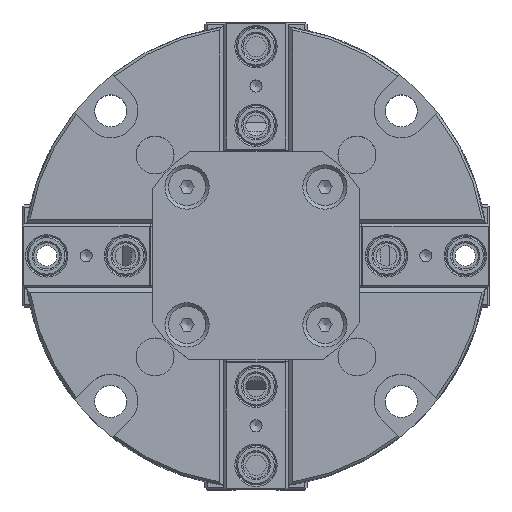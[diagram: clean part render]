
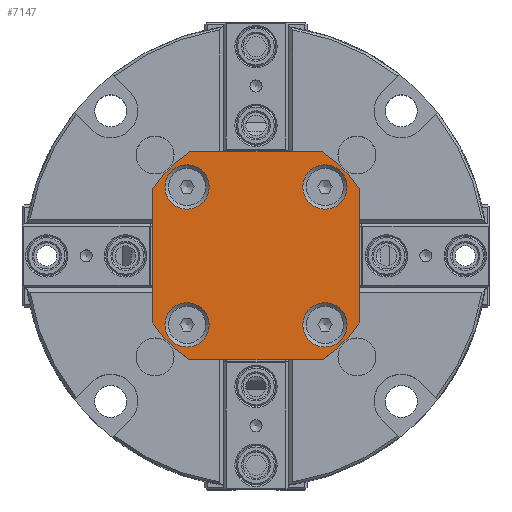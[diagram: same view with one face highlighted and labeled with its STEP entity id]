
A CAD part, top view. The second image highlights one B-rep face of the part: STEP entity #7147.
In plain terms, the highlighted planar face has unit normal (0, 0, 1).
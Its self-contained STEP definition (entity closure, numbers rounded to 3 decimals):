
#317=FACE_BOUND('',#1342,.T.);
#318=FACE_BOUND('',#1343,.T.);
#319=FACE_BOUND('',#1344,.T.);
#320=FACE_BOUND('',#1345,.T.);
#468=PLANE('',#7956);
#916=FACE_OUTER_BOUND('',#1341,.T.);
#1341=EDGE_LOOP('',(#6266,#6267,#6268,#6269,#6270,#6271,#6272,#6273));
#1342=EDGE_LOOP('',(#6274,#6275));
#1343=EDGE_LOOP('',(#6276,#6277));
#1344=EDGE_LOOP('',(#6278,#6279));
#1345=EDGE_LOOP('',(#6280,#6281));
#1804=LINE('',#12871,#2361);
#1809=LINE('',#12881,#2366);
#1817=LINE('',#12906,#2374);
#1820=LINE('',#12914,#2377);
#2361=VECTOR('',#9642,10.);
#2366=VECTOR('',#9649,10.);
#2374=VECTOR('',#9677,10.);
#2377=VECTOR('',#9686,10.);
#2815=CIRCLE('',#7865,4.5);
#2816=CIRCLE('',#7866,4.5);
#2820=CIRCLE('',#7872,4.5);
#2821=CIRCLE('',#7873,4.5);
#2825=CIRCLE('',#7879,4.5);
#2826=CIRCLE('',#7880,4.5);
#2830=CIRCLE('',#7886,4.5);
#2831=CIRCLE('',#7887,4.5);
#2863=CIRCLE('',#7947,25.);
#2864=CIRCLE('',#7950,25.);
#2865=CIRCLE('',#7953,25.);
#2866=CIRCLE('',#7955,25.);
#3395=VERTEX_POINT('',#12673);
#3396=VERTEX_POINT('',#12674);
#3400=VERTEX_POINT('',#12687);
#3401=VERTEX_POINT('',#12688);
#3405=VERTEX_POINT('',#12701);
#3406=VERTEX_POINT('',#12702);
#3410=VERTEX_POINT('',#12715);
#3411=VERTEX_POINT('',#12716);
#3464=VERTEX_POINT('',#12868);
#3465=VERTEX_POINT('',#12870);
#3468=VERTEX_POINT('',#12878);
#3469=VERTEX_POINT('',#12880);
#3475=VERTEX_POINT('',#12900);
#3476=VERTEX_POINT('',#12905);
#3477=VERTEX_POINT('',#12909);
#3478=VERTEX_POINT('',#12913);
#4324=EDGE_CURVE('',#3395,#3396,#2815,.T.);
#4325=EDGE_CURVE('',#3396,#3395,#2816,.T.);
#4331=EDGE_CURVE('',#3400,#3401,#2820,.T.);
#4332=EDGE_CURVE('',#3401,#3400,#2821,.T.);
#4338=EDGE_CURVE('',#3405,#3406,#2825,.T.);
#4339=EDGE_CURVE('',#3406,#3405,#2826,.T.);
#4345=EDGE_CURVE('',#3410,#3411,#2830,.T.);
#4346=EDGE_CURVE('',#3411,#3410,#2831,.T.);
#4422=EDGE_CURVE('',#3465,#3464,#1804,.T.);
#4427=EDGE_CURVE('',#3469,#3468,#1809,.T.);
#4437=EDGE_CURVE('',#3475,#3465,#2863,.T.);
#4440=EDGE_CURVE('',#3476,#3475,#1817,.T.);
#4442=EDGE_CURVE('',#3477,#3476,#2864,.T.);
#4444=EDGE_CURVE('',#3478,#3477,#1820,.T.);
#4446=EDGE_CURVE('',#3468,#3478,#2865,.T.);
#4447=EDGE_CURVE('',#3464,#3469,#2866,.T.);
#6266=ORIENTED_EDGE('',*,*,#4422,.T.);
#6267=ORIENTED_EDGE('',*,*,#4447,.T.);
#6268=ORIENTED_EDGE('',*,*,#4427,.T.);
#6269=ORIENTED_EDGE('',*,*,#4446,.T.);
#6270=ORIENTED_EDGE('',*,*,#4444,.T.);
#6271=ORIENTED_EDGE('',*,*,#4442,.T.);
#6272=ORIENTED_EDGE('',*,*,#4440,.T.);
#6273=ORIENTED_EDGE('',*,*,#4437,.T.);
#6274=ORIENTED_EDGE('',*,*,#4324,.T.);
#6275=ORIENTED_EDGE('',*,*,#4325,.T.);
#6276=ORIENTED_EDGE('',*,*,#4331,.T.);
#6277=ORIENTED_EDGE('',*,*,#4332,.T.);
#6278=ORIENTED_EDGE('',*,*,#4338,.T.);
#6279=ORIENTED_EDGE('',*,*,#4339,.T.);
#6280=ORIENTED_EDGE('',*,*,#4345,.T.);
#6281=ORIENTED_EDGE('',*,*,#4346,.T.);
#7147=ADVANCED_FACE('',(#916,#317,#318,#319,#320),#468,.T.);
#7865=AXIS2_PLACEMENT_3D('',#12675,#9442,#9443);
#7866=AXIS2_PLACEMENT_3D('',#12676,#9444,#9445);
#7872=AXIS2_PLACEMENT_3D('',#12689,#9458,#9459);
#7873=AXIS2_PLACEMENT_3D('',#12690,#9460,#9461);
#7879=AXIS2_PLACEMENT_3D('',#12703,#9474,#9475);
#7880=AXIS2_PLACEMENT_3D('',#12704,#9476,#9477);
#7886=AXIS2_PLACEMENT_3D('',#12717,#9490,#9491);
#7887=AXIS2_PLACEMENT_3D('',#12718,#9492,#9493);
#7947=AXIS2_PLACEMENT_3D('',#12901,#9671,#9672);
#7950=AXIS2_PLACEMENT_3D('',#12910,#9681,#9682);
#7953=AXIS2_PLACEMENT_3D('',#12917,#9690,#9691);
#7955=AXIS2_PLACEMENT_3D('',#12919,#9694,#9695);
#7956=AXIS2_PLACEMENT_3D('',#12920,#9696,#9697);
#9442=DIRECTION('center_axis',(0.,0.,-1.));
#9443=DIRECTION('ref_axis',(1.,0.,0.));
#9444=DIRECTION('center_axis',(0.,0.,-1.));
#9445=DIRECTION('ref_axis',(1.,0.,0.));
#9458=DIRECTION('center_axis',(0.,0.,-1.));
#9459=DIRECTION('ref_axis',(1.,0.,0.));
#9460=DIRECTION('center_axis',(0.,0.,-1.));
#9461=DIRECTION('ref_axis',(1.,0.,0.));
#9474=DIRECTION('center_axis',(0.,0.,-1.));
#9475=DIRECTION('ref_axis',(1.,0.,0.));
#9476=DIRECTION('center_axis',(0.,0.,-1.));
#9477=DIRECTION('ref_axis',(1.,0.,0.));
#9490=DIRECTION('center_axis',(0.,0.,-1.));
#9491=DIRECTION('ref_axis',(1.,0.,0.));
#9492=DIRECTION('center_axis',(0.,0.,-1.));
#9493=DIRECTION('ref_axis',(1.,0.,0.));
#9642=DIRECTION('',(0.,-1.,0.));
#9649=DIRECTION('',(1.,0.,0.));
#9671=DIRECTION('center_axis',(0.,0.,1.));
#9672=DIRECTION('ref_axis',(-0.536,0.844,0.));
#9677=DIRECTION('',(-1.,0.,0.));
#9681=DIRECTION('center_axis',(0.,0.,1.));
#9682=DIRECTION('ref_axis',(0.844,0.536,0.));
#9686=DIRECTION('',(0.,1.,0.));
#9690=DIRECTION('center_axis',(0.,0.,1.));
#9691=DIRECTION('ref_axis',(0.536,-0.844,0.));
#9694=DIRECTION('center_axis',(0.,0.,1.));
#9695=DIRECTION('ref_axis',(-0.844,-0.536,0.));
#9696=DIRECTION('center_axis',(0.,0.,1.));
#9697=DIRECTION('ref_axis',(1.,0.,0.));
#12673=CARTESIAN_POINT('',(18.5,-14.,3.));
#12674=CARTESIAN_POINT('',(9.5,-14.,3.));
#12675=CARTESIAN_POINT('Origin',(14.,-14.,3.));
#12676=CARTESIAN_POINT('Origin',(14.,-14.,3.));
#12687=CARTESIAN_POINT('',(-9.5,14.,3.));
#12688=CARTESIAN_POINT('',(-18.5,14.,3.));
#12689=CARTESIAN_POINT('Origin',(-14.,14.,3.));
#12690=CARTESIAN_POINT('Origin',(-14.,14.,3.));
#12701=CARTESIAN_POINT('',(18.5,14.,3.));
#12702=CARTESIAN_POINT('',(9.5,14.,3.));
#12703=CARTESIAN_POINT('Origin',(14.,14.,3.));
#12704=CARTESIAN_POINT('Origin',(14.,14.,3.));
#12715=CARTESIAN_POINT('',(-9.5,-14.,3.));
#12716=CARTESIAN_POINT('',(-18.5,-14.,3.));
#12717=CARTESIAN_POINT('Origin',(-14.,-14.,3.));
#12718=CARTESIAN_POINT('Origin',(-14.,-14.,3.));
#12868=CARTESIAN_POINT('',(-21.1,-13.409,3.));
#12870=CARTESIAN_POINT('',(-21.1,13.409,3.));
#12871=CARTESIAN_POINT('',(-21.1,13.409,3.));
#12878=CARTESIAN_POINT('',(13.409,-21.1,3.));
#12880=CARTESIAN_POINT('',(-13.409,-21.1,3.));
#12881=CARTESIAN_POINT('',(-13.409,-21.1,3.));
#12900=CARTESIAN_POINT('',(-13.409,21.1,3.));
#12901=CARTESIAN_POINT('Origin',(0.,0.,3.));
#12905=CARTESIAN_POINT('',(13.409,21.1,3.));
#12906=CARTESIAN_POINT('',(13.409,21.1,3.));
#12909=CARTESIAN_POINT('',(21.1,13.409,3.));
#12910=CARTESIAN_POINT('Origin',(0.,0.,3.));
#12913=CARTESIAN_POINT('',(21.1,-13.409,3.));
#12914=CARTESIAN_POINT('',(21.1,-13.409,3.));
#12917=CARTESIAN_POINT('Origin',(0.,0.,3.));
#12919=CARTESIAN_POINT('Origin',(0.,0.,3.));
#12920=CARTESIAN_POINT('Origin',(0.,0.,
3.));
